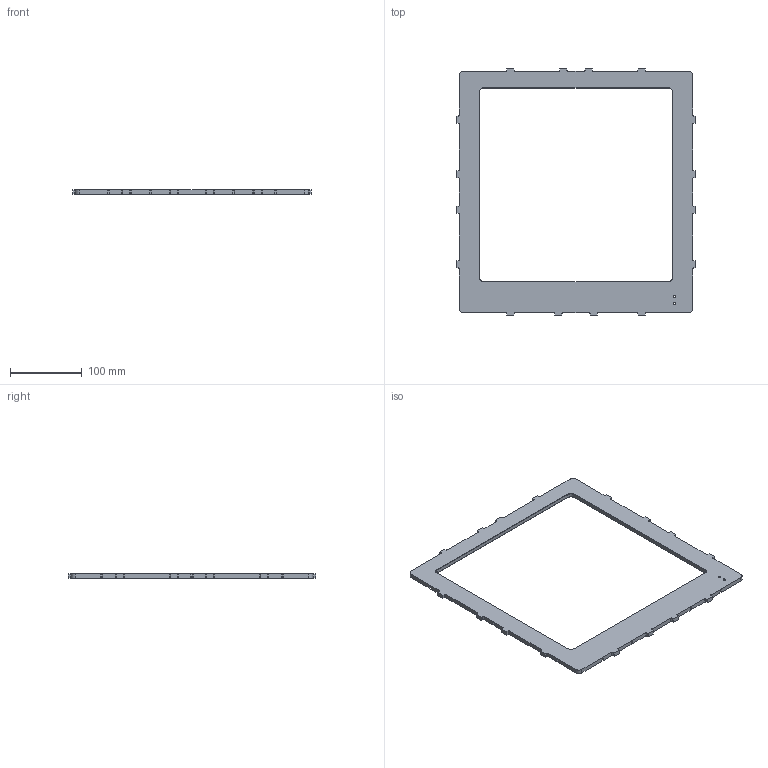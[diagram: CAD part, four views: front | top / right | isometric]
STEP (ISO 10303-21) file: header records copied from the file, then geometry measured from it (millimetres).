
FILE_DESCRIPTION (( 'STEP AP203' ), '1' );
FILE_NAME ('1235-B2P-D.STEP', '2014-07-14T12:19:01', ( '' ), ( '' ), 'SwSTEP 2.0', 'SolidWorks 2014', '' );
FILE_SCHEMA (( 'CONFIG_CONTROL_DESIGN' ));
Length unit declared in the file: millimetre
Products named in the file (1): 1235-B2P-D
Bounding box: 334.2 x 345.6 x 6 mm (x, y, z)
Volume: 222562.2 mm3; surface area: 91666.9 mm2
Topology: 1 solids, 1 shells, 302 faces, 878 edges, 580 vertices
Faces by surface type: plane 175, cylinder 119, cone 8
Entity records: 10069 total; most frequent: CARTESIAN_POINT 1761, ORIENTED_EDGE 1756, DIRECTION 1730, EDGE_CURVE 878, LINE 632, VECTOR 632, VERTEX_POINT 580, AXIS2_PLACEMENT_3D 549
